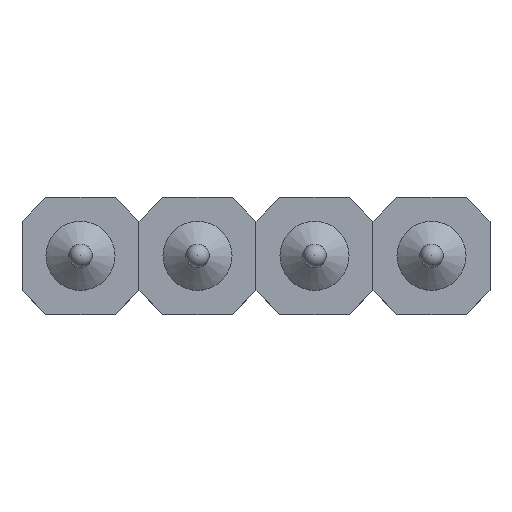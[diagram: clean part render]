
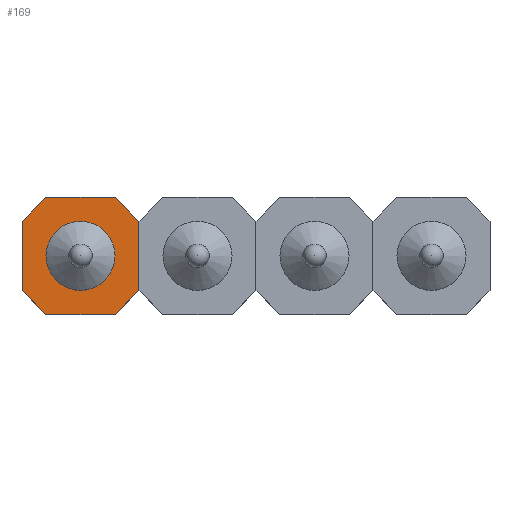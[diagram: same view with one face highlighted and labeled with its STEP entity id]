
A CAD part, top view. The second image highlights one B-rep face of the part: STEP entity #169.
In plain terms, the highlighted planar face has unit normal (0, 0, 1).
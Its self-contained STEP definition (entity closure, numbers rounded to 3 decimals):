
#131 = VERTEX_POINT('',#132);
#132 = CARTESIAN_POINT('',(0.75,0.,0.));
#138 = EDGE_CURVE('',#131,#131,#139,.T.);
#139 = CIRCLE('',#140,0.75);
#140 = AXIS2_PLACEMENT_3D('',#141,#142,#143);
#141 = CARTESIAN_POINT('',(0.,0.,0.));
#142 = DIRECTION('',(0.,0.,-1.));
#143 = DIRECTION('',(1.,0.,0.));
#169 = ADVANCED_FACE('',(#170,#236),#239,.T.);
#170 = FACE_BOUND('',#171,.T.);
#171 = EDGE_LOOP('',(#172,#182,#190,#198,#206,#214,#222,#230));
#172 = ORIENTED_EDGE('',*,*,#173,.T.);
#173 = EDGE_CURVE('',#174,#176,#178,.T.);
#174 = VERTEX_POINT('',#175);
#175 = CARTESIAN_POINT('',(-0.75,1.27,0.));
#176 = VERTEX_POINT('',#177);
#177 = CARTESIAN_POINT('',(-1.27,0.75,0.));
#178 = LINE('',#179,#180);
#179 = CARTESIAN_POINT('',(-0.75,1.27,0.));
#180 = VECTOR('',#181,1.);
#181 = DIRECTION('',(-0.707,-0.707,0.));
#182 = ORIENTED_EDGE('',*,*,#183,.T.);
#183 = EDGE_CURVE('',#176,#184,#186,.T.);
#184 = VERTEX_POINT('',#185);
#185 = CARTESIAN_POINT('',(-1.27,-0.75,0.));
#186 = LINE('',#187,#188);
#187 = CARTESIAN_POINT('',(-1.27,0.75,0.));
#188 = VECTOR('',#189,1.);
#189 = DIRECTION('',(0.,-1.,0.));
#190 = ORIENTED_EDGE('',*,*,#191,.T.);
#191 = EDGE_CURVE('',#184,#192,#194,.T.);
#192 = VERTEX_POINT('',#193);
#193 = CARTESIAN_POINT('',(-0.75,-1.27,0.));
#194 = LINE('',#195,#196);
#195 = CARTESIAN_POINT('',(-1.27,-0.75,0.));
#196 = VECTOR('',#197,1.);
#197 = DIRECTION('',(0.707,-0.707,0.));
#198 = ORIENTED_EDGE('',*,*,#199,.T.);
#199 = EDGE_CURVE('',#192,#200,#202,.T.);
#200 = VERTEX_POINT('',#201);
#201 = CARTESIAN_POINT('',(0.75,-1.27,0.));
#202 = LINE('',#203,#204);
#203 = CARTESIAN_POINT('',(-0.75,-1.27,0.));
#204 = VECTOR('',#205,1.);
#205 = DIRECTION('',(1.,0.,0.));
#206 = ORIENTED_EDGE('',*,*,#207,.T.);
#207 = EDGE_CURVE('',#200,#208,#210,.T.);
#208 = VERTEX_POINT('',#209);
#209 = CARTESIAN_POINT('',(1.27,-0.75,0.));
#210 = LINE('',#211,#212);
#211 = CARTESIAN_POINT('',(0.75,-1.27,0.));
#212 = VECTOR('',#213,1.);
#213 = DIRECTION('',(0.707,0.707,0.));
#214 = ORIENTED_EDGE('',*,*,#215,.T.);
#215 = EDGE_CURVE('',#208,#216,#218,.T.);
#216 = VERTEX_POINT('',#217);
#217 = CARTESIAN_POINT('',(1.27,0.75,0.));
#218 = LINE('',#219,#220);
#219 = CARTESIAN_POINT('',(1.27,-0.75,0.));
#220 = VECTOR('',#221,1.);
#221 = DIRECTION('',(0.,1.,0.));
#222 = ORIENTED_EDGE('',*,*,#223,.T.);
#223 = EDGE_CURVE('',#216,#224,#226,.T.);
#224 = VERTEX_POINT('',#225);
#225 = CARTESIAN_POINT('',(0.75,1.27,0.));
#226 = LINE('',#227,#228);
#227 = CARTESIAN_POINT('',(1.27,0.75,0.));
#228 = VECTOR('',#229,1.);
#229 = DIRECTION('',(-0.707,0.707,0.));
#230 = ORIENTED_EDGE('',*,*,#231,.T.);
#231 = EDGE_CURVE('',#224,#174,#232,.T.);
#232 = LINE('',#233,#234);
#233 = CARTESIAN_POINT('',(0.75,1.27,0.));
#234 = VECTOR('',#235,1.);
#235 = DIRECTION('',(-1.,0.,0.));
#236 = FACE_BOUND('',#237,.T.);
#237 = EDGE_LOOP('',(#238));
#238 = ORIENTED_EDGE('',*,*,#138,.T.);
#239 = PLANE('',#240);
#240 = AXIS2_PLACEMENT_3D('',#241,#242,#243);
#241 = CARTESIAN_POINT('',(0.,0.,0.));
#242 = DIRECTION('',(0.,0.,1.));
#243 = DIRECTION('',(1.,0.,-0.));
